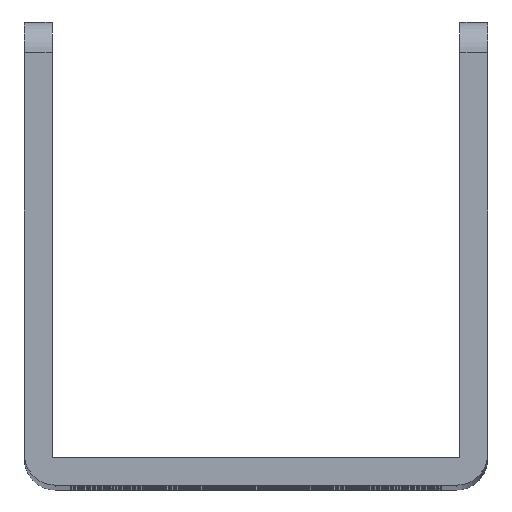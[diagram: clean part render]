
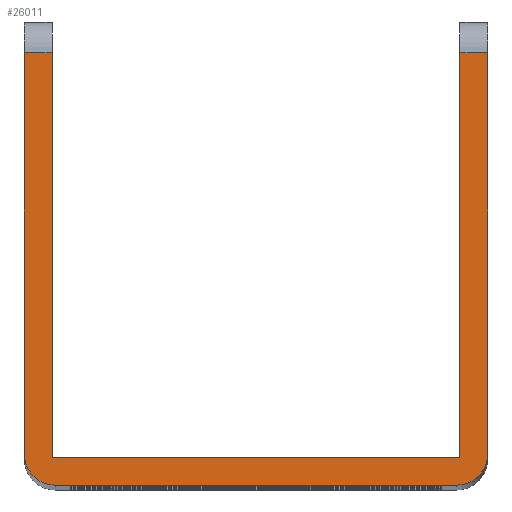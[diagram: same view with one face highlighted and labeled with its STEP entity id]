
A CAD part, top view. The second image highlights one B-rep face of the part: STEP entity #26011.
In plain terms, the highlighted planar face has unit normal (0, 0, 1).
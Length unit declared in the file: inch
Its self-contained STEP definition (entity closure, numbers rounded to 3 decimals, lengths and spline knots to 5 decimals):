
#608 = CARTESIAN_POINT ( 'NONE',  ( 0., 1.4, 9. ) ) ;
#911 = DIRECTION ( 'NONE',  ( -1., 0., 0. ) ) ;
#1621 = ORIENTED_EDGE ( 'NONE', *, *, #3040, .T. ) ;
#1703 = VECTOR ( 'NONE', #10099, 39.37008 ) ;
#2505 = VECTOR ( 'NONE', #25249, 39.37008 ) ;
#3025 = VERTEX_POINT ( 'NONE', #18746 ) ;
#3040 = EDGE_CURVE ( 'NONE', #8993, #5692, #19618, .T. ) ;
#3093 = DIRECTION ( 'NONE',  ( -1., 0., 0. ) ) ;
#3391 = LINE ( 'NONE', #24086, #14141 ) ;
#4798 = LINE ( 'NONE', #22536, #17069 ) ;
#5332 = CARTESIAN_POINT ( 'NONE',  ( 1.4, 0., 9. ) ) ;
#5692 = VERTEX_POINT ( 'NONE', #22331 ) ;
#6059 = PLANE ( 'NONE',  #12448 ) ;
#6408 = DIRECTION ( 'NONE',  ( 0., -1., 0. ) ) ;
#6761 = EDGE_CURVE ( 'NONE', #18092, #28898, #3391, .T. ) ;
#6768 = CIRCLE ( 'NONE', #9595, 0.1 ) ;
#8266 = LINE ( 'NONE', #22083, #1703 ) ;
#8646 = ORIENTED_EDGE ( 'NONE', *, *, #8783, .T. ) ;
#8783 = EDGE_CURVE ( 'NONE', #30490, #28719, #9843, .T. ) ;
#8909 = CARTESIAN_POINT ( 'NONE',  ( 0., 0., 9. ) ) ;
#8993 = VERTEX_POINT ( 'NONE', #13937 ) ;
#9210 = CARTESIAN_POINT ( 'NONE',  ( 0.1, 0., 9. ) ) ;
#9224 = EDGE_CURVE ( 'NONE', #24157, #22658, #4798, .T. ) ;
#9266 = ORIENTED_EDGE ( 'NONE', *, *, #14528, .T. ) ;
#9319 = CARTESIAN_POINT ( 'NONE',  ( 1.5, 0.1, 9. ) ) ;
#9595 = AXIS2_PLACEMENT_3D ( 'NONE', #10677, #27824, #13124 ) ;
#9685 = CIRCLE ( 'NONE', #25017, 0.1 ) ;
#9843 = LINE ( 'NONE', #22783, #2505 ) ;
#10099 = DIRECTION ( 'NONE',  ( -1., 0., 0. ) ) ;
#10473 = VECTOR ( 'NONE', #3093, 39.37008 ) ;
#10677 = CARTESIAN_POINT ( 'NONE',  ( 1.4, 0.1, 9. ) ) ;
#11003 = EDGE_CURVE ( 'NONE', #28898, #8993, #23519, .T. ) ;
#12425 = FACE_OUTER_BOUND ( 'NONE', #19410, .T. ) ;
#12448 = AXIS2_PLACEMENT_3D ( 'NONE', #18255, #13468, #30612 ) ;
#12654 = CARTESIAN_POINT ( 'NONE',  ( 0., 1.4, 9. ) ) ;
#13124 = DIRECTION ( 'NONE',  ( -1., 0., 0. ) ) ;
#13292 = LINE ( 'NONE', #8909, #31330 ) ;
#13468 = DIRECTION ( 'NONE',  ( 0., 0., -1. ) ) ;
#13606 = EDGE_CURVE ( 'NONE', #22658, #18092, #6768, .T. ) ;
#13937 = CARTESIAN_POINT ( 'NONE',  ( 1.41, 1.4, 9. ) ) ;
#14141 = VECTOR ( 'NONE', #23982, 39.37008 ) ;
#14528 = EDGE_CURVE ( 'NONE', #5692, #30490, #8266, .T. ) ;
#15112 = DIRECTION ( 'NONE',  ( -1., 0., 0. ) ) ;
#15624 = DIRECTION ( 'NONE',  ( 0., 0., 1. ) ) ;
#16253 = CARTESIAN_POINT ( 'NONE',  ( 0., 0.1, 9. ) ) ;
#16413 = DIRECTION ( 'NONE',  ( 0., -1., 0. ) ) ;
#17069 = VECTOR ( 'NONE', #25025, 39.37008 ) ;
#17869 = EDGE_CURVE ( 'NONE', #30586, #24157, #9685, .T. ) ;
#17935 = ORIENTED_EDGE ( 'NONE', *, *, #6761, .T. ) ;
#18069 = VECTOR ( 'NONE', #16413, 39.37008 ) ;
#18092 = VERTEX_POINT ( 'NONE', #9319 ) ;
#18255 = CARTESIAN_POINT ( 'NONE',  ( 0., 0., 9. ) ) ;
#18379 = ORIENTED_EDGE ( 'NONE', *, *, #24087, .T. ) ;
#18746 = CARTESIAN_POINT ( 'NONE',  ( 0., 1.4, 9. ) ) ;
#19410 = EDGE_LOOP ( 'NONE', ( #8646, #28791, #18379, #27225, #24927, #27150, #17935, #30684, #1621, #9266 ) ) ;
#19618 = LINE ( 'NONE', #31126, #18069 ) ;
#20650 = CARTESIAN_POINT ( 'NONE',  ( 1.5, 1.4, 9. ) ) ;
#22083 = CARTESIAN_POINT ( 'NONE',  ( 0.09, 0.09, 9. ) ) ;
#22167 = EDGE_CURVE ( 'NONE', #28719, #3025, #31588, .T. ) ;
#22331 = CARTESIAN_POINT ( 'NONE',  ( 1.41, 0.09, 9. ) ) ;
#22536 = CARTESIAN_POINT ( 'NONE',  ( 1.5, 0., 9. ) ) ;
#22658 = VERTEX_POINT ( 'NONE', #5332 ) ;
#22783 = CARTESIAN_POINT ( 'NONE',  ( 0.09, 1.5, 9. ) ) ;
#23519 = LINE ( 'NONE', #608, #10473 ) ;
#23982 = DIRECTION ( 'NONE',  ( 0., 1., 0. ) ) ;
#24086 = CARTESIAN_POINT ( 'NONE',  ( 1.5, 1.5, 9. ) ) ;
#24087 = EDGE_CURVE ( 'NONE', #3025, #30586, #13292, .T. ) ;
#24157 = VERTEX_POINT ( 'NONE', #9210 ) ;
#24894 = CARTESIAN_POINT ( 'NONE',  ( 0.09, 1.4, 9. ) ) ;
#24927 = ORIENTED_EDGE ( 'NONE', *, *, #9224, .T. ) ;
#25017 = AXIS2_PLACEMENT_3D ( 'NONE', #30319, #15624, #911 ) ;
#25025 = DIRECTION ( 'NONE',  ( 1., 0., 0. ) ) ;
#25249 = DIRECTION ( 'NONE',  ( 0., 1., 0. ) ) ;
#25736 = CARTESIAN_POINT ( 'NONE',  ( 0.09, 0.09, 9. ) ) ;
#26011 = ADVANCED_FACE ( 'NONE', ( #12425 ), #6059, .F. ) ;
#26637 = VECTOR ( 'NONE', #15112, 39.37008 ) ;
#27150 = ORIENTED_EDGE ( 'NONE', *, *, #13606, .T. ) ;
#27225 = ORIENTED_EDGE ( 'NONE', *, *, #17869, .T. ) ;
#27824 = DIRECTION ( 'NONE',  ( 0., 0., 1. ) ) ;
#28719 = VERTEX_POINT ( 'NONE', #24894 ) ;
#28791 = ORIENTED_EDGE ( 'NONE', *, *, #22167, .T. ) ;
#28898 = VERTEX_POINT ( 'NONE', #20650 ) ;
#30319 = CARTESIAN_POINT ( 'NONE',  ( 0.1, 0.1, 9. ) ) ;
#30490 = VERTEX_POINT ( 'NONE', #25736 ) ;
#30586 = VERTEX_POINT ( 'NONE', #16253 ) ;
#30612 = DIRECTION ( 'NONE',  ( -1., 0., 0. ) ) ;
#30684 = ORIENTED_EDGE ( 'NONE', *, *, #11003, .T. ) ;
#31126 = CARTESIAN_POINT ( 'NONE',  ( 1.41, 0.09, 9. ) ) ;
#31330 = VECTOR ( 'NONE', #6408, 39.37008 ) ;
#31588 = LINE ( 'NONE', #12654, #26637 ) ;
